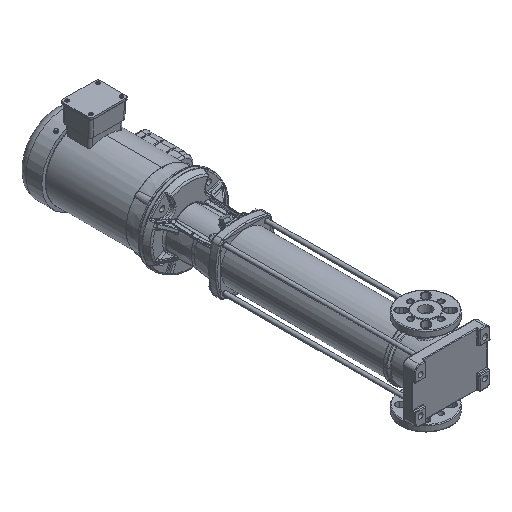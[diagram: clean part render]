
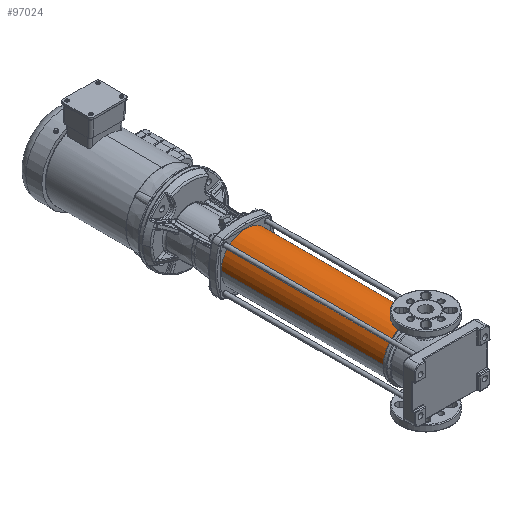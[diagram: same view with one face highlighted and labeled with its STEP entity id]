
A CAD part, isometric view. The second image highlights one B-rep face of the part: STEP entity #97024.
In plain terms, the highlighted cylindrical face has radius 68.75 mm (diameter 137.5 mm), a partial arc.
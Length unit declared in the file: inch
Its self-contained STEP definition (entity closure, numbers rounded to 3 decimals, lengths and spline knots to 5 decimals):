
#165 = AXIS2_PLACEMENT_3D ( 'NONE', #102818, #69596, #47692 ) ;
#2133 = DIRECTION ( 'NONE',  ( 0., 1., 0. ) ) ;
#4964 = DIRECTION ( 'NONE',  ( 0., 0., 1. ) ) ;
#6133 = EDGE_CURVE ( 'NONE', #99807, #33671, #89116, .T. ) ;
#10338 = ORIENTED_EDGE ( 'NONE', *, *, #93148, .F. ) ;
#12127 = DIRECTION ( 'NONE',  ( 0., 0., -1. ) ) ;
#17266 = FACE_OUTER_BOUND ( 'NONE', #121025, .T. ) ;
#17503 = LINE ( 'NONE', #49325, #63400 ) ;
#24090 = AXIS2_PLACEMENT_3D ( 'NONE', #98359, #110408, #12127 ) ;
#33082 = AXIS2_PLACEMENT_3D ( 'NONE', #79944, #38232, #4964 ) ;
#33671 = VERTEX_POINT ( 'NONE', #69883 ) ;
#33998 = CARTESIAN_POINT ( 'NONE',  ( 0., 1.54331, 2.70669 ) ) ;
#36356 = VERTEX_POINT ( 'NONE', #64715 ) ;
#38232 = DIRECTION ( 'NONE',  ( 0., -1., 0. ) ) ;
#46673 = CIRCLE ( 'NONE', #24090, 2.70669 ) ;
#47692 = DIRECTION ( 'NONE',  ( 0., 0., 1. ) ) ;
#48430 = ORIENTED_EDGE ( 'NONE', *, *, #111247, .F. ) ;
#49325 = CARTESIAN_POINT ( 'NONE',  ( 0., 1.54331, -2.70669 ) ) ;
#53516 = VECTOR ( 'NONE', #2133, 39.37008 ) ;
#58751 = EDGE_CURVE ( 'NONE', #77214, #36356, #17503, .T. ) ;
#63400 = VECTOR ( 'NONE', #83211, 39.37008 ) ;
#64715 = CARTESIAN_POINT ( 'NONE',  ( 0., 19.78346, -2.70669 ) ) ;
#69596 = DIRECTION ( 'NONE',  ( 0., 1., 0. ) ) ;
#69883 = CARTESIAN_POINT ( 'NONE',  ( 0., 19.78346, 2.70669 ) ) ;
#71683 = CYLINDRICAL_SURFACE ( 'NONE', #165, 2.70669 ) ;
#77214 = VERTEX_POINT ( 'NONE', #78510 ) ;
#78186 = CIRCLE ( 'NONE', #33082, 2.70669 ) ;
#78510 = CARTESIAN_POINT ( 'NONE',  ( 0., 1.85827, -2.70669 ) ) ;
#79944 = CARTESIAN_POINT ( 'NONE',  ( 0., 1.85827, 0. ) ) ;
#83211 = DIRECTION ( 'NONE',  ( 0., 1., 0. ) ) ;
#85456 = ORIENTED_EDGE ( 'NONE', *, *, #58751, .F. ) ;
#89116 = LINE ( 'NONE', #33998, #53516 ) ;
#93148 = EDGE_CURVE ( 'NONE', #36356, #33671, #46673, .T. ) ;
#97024 = ADVANCED_FACE ( 'NONE', ( #17266 ), #71683, .T. ) ;
#98359 = CARTESIAN_POINT ( 'NONE',  ( 0., 19.78346, 0. ) ) ;
#99807 = VERTEX_POINT ( 'NONE', #124318 ) ;
#102818 = CARTESIAN_POINT ( 'NONE',  ( 0., 1.54331, 0. ) ) ;
#106459 = ORIENTED_EDGE ( 'NONE', *, *, #6133, .T. ) ;
#110408 = DIRECTION ( 'NONE',  ( 0., 1., 0. ) ) ;
#111247 = EDGE_CURVE ( 'NONE', #99807, #77214, #78186, .T. ) ;
#121025 = EDGE_LOOP ( 'NONE', ( #85456, #48430, #106459, #10338 ) ) ;
#124318 = CARTESIAN_POINT ( 'NONE',  ( 0., 1.85827, 2.70669 ) ) ;
